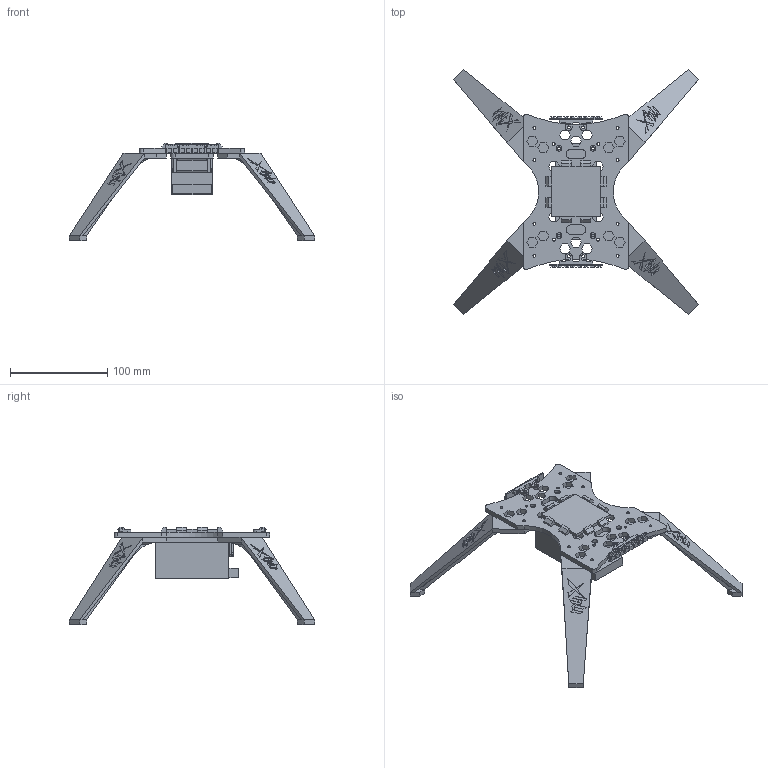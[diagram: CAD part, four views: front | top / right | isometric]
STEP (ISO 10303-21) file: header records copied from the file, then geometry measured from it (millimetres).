
FILE_DESCRIPTION(/* description */ (''),/* implementation_level */ '2;1');
FILE_NAME(/* name */ 'Body Bottom Assembly v2.step',/* time_stamp */ '2022-01-19T17:33:00+02:00',/* author */ (''),/* organization */ (''),/* preprocessor_version */ 'ST-DEVELOPER v18.1',/* originating_system */ 'Autodesk Translation Framework v10.10.0.1391',/* authorisation */ '');
FILE_SCHEMA (('AUTOMOTIVE_DESIGN { 1 0 10303 214 3 1 1 }'));
Length unit declared in the file: millimetre
Products named in the file (12): Body Bottom Assembly; Body Bottom; PDB; Leg FL-BR; Leg FR-BL; Battery - Holder Assembly; Battery Holder; Battery Tattu R-Line 95C 1550MAh; Lightbar - Mount Assembly; Lightbar - Mount Assembly_1; Lightbar Mount FB; Lightbar x8 WS2812
Assembly tree (15 placements, depth 3):
  Body Bottom Assembly
    Body Bottom
    PDB
    Leg FL-BR  x2
    Leg FR-BL  x2
    Battery - Holder Assembly
      Battery Holder
      Battery Tattu R-Line 95C 1550MAh
    Lightbar - Mount Assembly
      Lightbar Mount FB
      Lightbar x8 WS2812
    Lightbar - Mount Assembly_1
      Lightbar Mount FB
      Lightbar x8 WS2812
Bounding box: 252.39 x 252.39 x 100 mm (x, y, z)
Volume: 311084.7 mm3; surface area: 119014.3 mm2
Topology: 12 solids, 12 shells, 880 faces, 2341 edges, 1539 vertices
Faces by surface type: plane 728, cylinder 79, bspline 69, cone 4
Full cylindrical faces by diameter (mm): 2.8 x4, 3 x40, 6 x4
Entity records: 20981 total; most frequent: CARTESIAN_POINT 5069, ORIENTED_EDGE 3336, DIRECTION 2837, EDGE_CURVE 1668, LINE 1339, VECTOR 1339, VERTEX_POINT 1100, EDGE_LOOP 786
